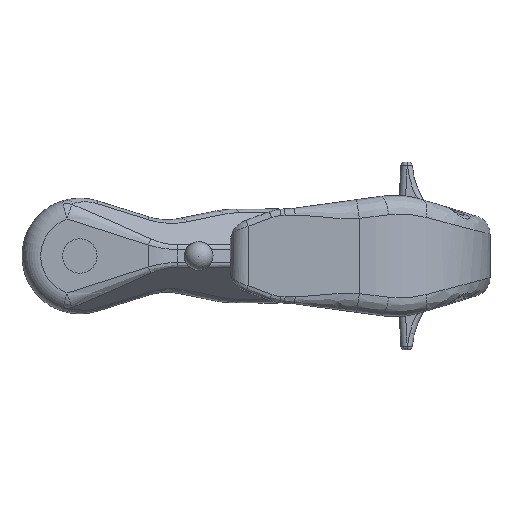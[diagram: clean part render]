
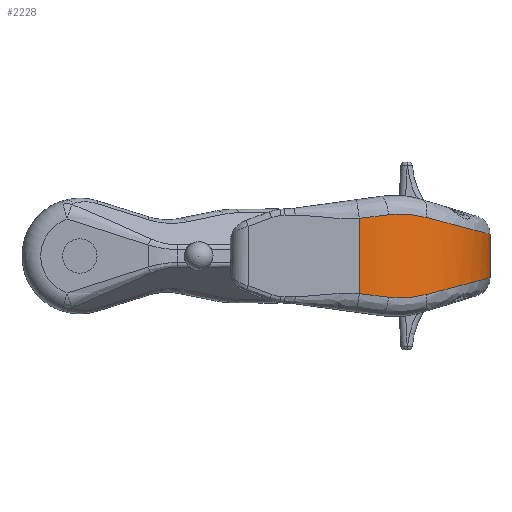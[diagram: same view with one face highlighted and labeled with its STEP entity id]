
A CAD part, front view. The second image highlights one B-rep face of the part: STEP entity #2228.
In plain terms, the highlighted cylindrical face has radius 43 mm (diameter 86 mm), a partial arc.
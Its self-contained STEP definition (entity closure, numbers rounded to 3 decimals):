
#384=LINE('',#12237,#623);
#385=LINE('',#12323,#624);
#623=VECTOR('',#8087,1.);
#624=VECTOR('',#8090,1.);
#1128=B_SPLINE_CURVE_WITH_KNOTS('',3,(#12302,#12303,#12304,#12305),
 .UNSPECIFIED.,.F.,.F.,(4,4),(0.,1.),.UNSPECIFIED.);
#1129=B_SPLINE_CURVE_WITH_KNOTS('',3,(#12308,#12309,#12310,#12311,#12312,
#12313,#12314,#12315,#12316,#12317,#12318,#12319,#12320,#12321),
 .UNSPECIFIED.,.F.,.F.,(4,2,2,2,2,2,4),(0.,0.25,0.375,
0.437,0.469,0.5,1.),.UNSPECIFIED.);
#1130=B_SPLINE_CURVE_WITH_KNOTS('',3,(#12325,#12326,#12327,#12328,#12329,
#12330,#12331,#12332,#12333,#12334,#12335,#12336,#12337,#12338),
 .UNSPECIFIED.,.F.,.F.,(4,2,2,2,2,2,4),(0.,0.25,0.375,
0.438,0.469,0.5,1.),.UNSPECIFIED.);
#1131=B_SPLINE_CURVE_WITH_KNOTS('',3,(#12340,#12341,#12342,#12343),
 .UNSPECIFIED.,.F.,.F.,(4,4),(0.,1.),.UNSPECIFIED.);
#1132=B_SPLINE_CURVE_WITH_KNOTS('',3,(#12345,#12346,#12347,#12348),
 .UNSPECIFIED.,.F.,.F.,(4,4),(0.,1.),.UNSPECIFIED.);
#1133=B_SPLINE_CURVE_WITH_KNOTS('',3,(#12349,#12350,#12351,#12352),
 .UNSPECIFIED.,.F.,.F.,(4,4),(0.,1.),.UNSPECIFIED.);
#1789=FACE_OUTER_BOUND('',#2866,.T.);
#2228=ADVANCED_FACE('',(#1789),#2658,.T.);
#2658=CYLINDRICAL_SURFACE('',#7479,43.);
#2866=EDGE_LOOP('',(#3650,#3651,#3652,#3653,#3654,#3655,#3656,#3657));
#3650=ORIENTED_EDGE('',*,*,#6417,.T.);
#3651=ORIENTED_EDGE('',*,*,#6418,.T.);
#3652=ORIENTED_EDGE('',*,*,#6419,.T.);
#3653=ORIENTED_EDGE('',*,*,#6420,.T.);
#3654=ORIENTED_EDGE('',*,*,#6421,.T.);
#3655=ORIENTED_EDGE('',*,*,#6422,.T.);
#3656=ORIENTED_EDGE('',*,*,#6408,.F.);
#3657=ORIENTED_EDGE('',*,*,#6423,.T.);
#5730=VERTEX_POINT('',#12236);
#5731=VERTEX_POINT('',#12238);
#5738=VERTEX_POINT('',#12306);
#5739=VERTEX_POINT('',#12307);
#5740=VERTEX_POINT('',#12322);
#5741=VERTEX_POINT('',#12324);
#5742=VERTEX_POINT('',#12339);
#5743=VERTEX_POINT('',#12344);
#6408=EDGE_CURVE('',#5730,#5731,#384,.T.);
#6417=EDGE_CURVE('',#5738,#5739,#1128,.T.);
#6418=EDGE_CURVE('',#5739,#5740,#1129,.T.);
#6419=EDGE_CURVE('',#5740,#5741,#385,.T.);
#6420=EDGE_CURVE('',#5741,#5742,#1130,.T.);
#6421=EDGE_CURVE('',#5742,#5743,#1131,.T.);
#6422=EDGE_CURVE('',#5743,#5731,#1132,.T.);
#6423=EDGE_CURVE('',#5730,#5738,#1133,.T.);
#7479=AXIS2_PLACEMENT_3D('',#12353,#8091,#8092);
#8087=DIRECTION('',(0.,0.,1.));
#8090=DIRECTION('',(0.,0.,1.));
#8091=DIRECTION('',(0.,0.,1.));
#8092=DIRECTION('',(-1.,0.,0.));
#12236=CARTESIAN_POINT('',(-4.273,-42.982,-12.054));
#12237=CARTESIAN_POINT('',(-4.273,-42.982,-22.));
#12238=CARTESIAN_POINT('',(-4.273,-42.982,12.054));
#12302=CARTESIAN_POINT('',(5.11,-41.671,-13.16));
#12303=CARTESIAN_POINT('',(9.1,-40.654,-13.631));
#12304=CARTESIAN_POINT('',(13.167,-39.004,-13.355));
#12305=CARTESIAN_POINT('',(17.05,-36.613,-12.334));
#12306=CARTESIAN_POINT('',(5.11,-41.671,-13.16));
#12307=CARTESIAN_POINT('',(17.05,-36.613,-12.334));
#12308=CARTESIAN_POINT('',(17.05,-36.613,-12.334));
#12309=CARTESIAN_POINT('',(20.412,-34.542,-11.449));
#12310=CARTESIAN_POINT('',(23.357,-32.088,-10.678));
#12311=CARTESIAN_POINT('',(27.104,-28.095,-9.692));
#12312=CARTESIAN_POINT('',(28.242,-26.712,-9.392));
#12313=CARTESIAN_POINT('',(29.787,-24.588,-8.984));
#12314=CARTESIAN_POINT('',(30.275,-23.872,-8.856));
#12315=CARTESIAN_POINT('',(30.967,-22.789,-8.673));
#12316=CARTESIAN_POINT('',(31.191,-22.427,-8.614));
#12317=CARTESIAN_POINT('',(31.626,-21.699,-8.499));
#12318=CARTESIAN_POINT('',(31.814,-21.376,-8.45));
#12319=CARTESIAN_POINT('',(35.68,-14.453,-7.433));
#12320=CARTESIAN_POINT('',(37.5,-7.139,-6.954));
#12321=CARTESIAN_POINT('',(37.5,0.,-6.954));
#12322=CARTESIAN_POINT('',(37.5,0.,-6.954));
#12323=CARTESIAN_POINT('',(37.5,0.,-22.));
#12324=CARTESIAN_POINT('',(37.5,0.,6.954));
#12325=CARTESIAN_POINT('',(37.5,0.,6.954));
#12326=CARTESIAN_POINT('',(37.5,-3.569,6.954));
#12327=CARTESIAN_POINT('',(37.053,-7.18,7.074));
#12328=CARTESIAN_POINT('',(35.689,-12.483,7.433));
#12329=CARTESIAN_POINT('',(35.118,-14.232,7.582));
#12330=CARTESIAN_POINT('',(34.092,-16.803,7.851));
#12331=CARTESIAN_POINT('',(33.721,-17.651,7.949));
#12332=CARTESIAN_POINT('',(33.123,-18.908,8.106));
#12333=CARTESIAN_POINT('',(32.916,-19.324,8.16));
#12334=CARTESIAN_POINT('',(32.489,-20.151,8.272));
#12335=CARTESIAN_POINT('',(32.245,-20.603,8.336));
#12336=CARTESIAN_POINT('',(28.772,-26.821,9.25));
#12337=CARTESIAN_POINT('',(23.775,-32.471,10.565));
#12338=CARTESIAN_POINT('',(17.05,-36.613,12.334));
#12339=CARTESIAN_POINT('',(17.05,-36.613,12.334));
#12340=CARTESIAN_POINT('',(17.05,-36.613,12.334));
#12341=CARTESIAN_POINT('',(13.167,-39.004,13.355));
#12342=CARTESIAN_POINT('',(9.1,-40.654,13.631));
#12343=CARTESIAN_POINT('',(5.11,-41.671,13.16));
#12344=CARTESIAN_POINT('',(5.11,-41.671,13.16));
#12345=CARTESIAN_POINT('',(5.11,-41.671,13.16));
#12346=CARTESIAN_POINT('',(2.851,-42.246,12.894));
#12347=CARTESIAN_POINT('',(-0.277,-42.868,12.525));
#12348=CARTESIAN_POINT('',(-4.273,-42.982,12.054));
#12349=CARTESIAN_POINT('',(-4.273,-42.982,-12.054));
#12350=CARTESIAN_POINT('',(-0.277,-42.868,-12.525));
#12351=CARTESIAN_POINT('',(2.851,-42.246,-12.894));
#12352=CARTESIAN_POINT('',(5.11,-41.671,-13.16));
#12353=CARTESIAN_POINT('',(-5.5,0.,-22.));
